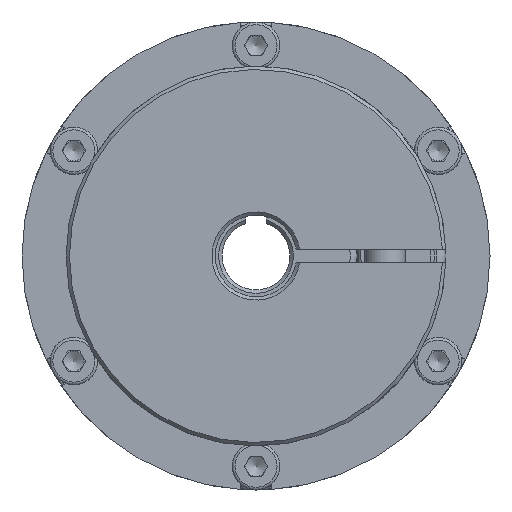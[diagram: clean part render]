
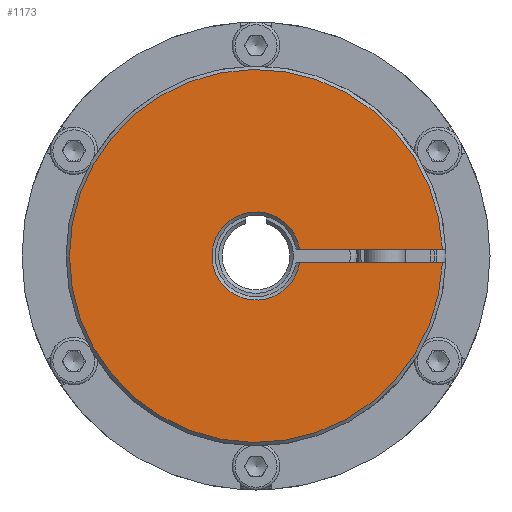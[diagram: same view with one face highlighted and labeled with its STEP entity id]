
A CAD part, left-side view. The second image highlights one B-rep face of the part: STEP entity #1173.
In plain terms, the highlighted planar face has unit normal (-1, 0, 0).
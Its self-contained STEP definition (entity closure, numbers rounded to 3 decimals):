
#1173 = ADVANCED_FACE( '', ( #2606 ), #2607, .T. );
#2606 = FACE_OUTER_BOUND( '', #4131, .T. );
#2607 = PLANE( '', #4132 );
#4131 = EDGE_LOOP( '', ( #7280, #7281, #7282, #7283 ) );
#4132 = AXIS2_PLACEMENT_3D( '', #7284, #7285, #7286 );
#7280 = ORIENTED_EDGE( '', *, *, #8766, .T. );
#7281 = ORIENTED_EDGE( '', *, *, #8510, .T. );
#7282 = ORIENTED_EDGE( '', *, *, #8531, .T. );
#7283 = ORIENTED_EDGE( '', *, *, #9001, .T. );
#7284 = CARTESIAN_POINT( '', ( -53.5, 4., 0. ) );
#7285 = DIRECTION( '', ( -1., 0., 0. ) );
#7286 = DIRECTION( '', ( 0., 1., 0. ) );
#8510 = EDGE_CURVE( '', #10248, #10252, #10254, .T. );
#8531 = EDGE_CURVE( '', #10252, #10286, #10287, .T. );
#8766 = EDGE_CURVE( '', #10606, #10248, #10607, .T. );
#9001 = EDGE_CURVE( '', #10286, #10606, #10882, .T. );
#10248 = VERTEX_POINT( '', #13576 );
#10252 = VERTEX_POINT( '', #13580 );
#10254 = CIRCLE( '', #13582, 6.5 );
#10286 = VERTEX_POINT( '', #13699 );
#10287 = LINE( '', #13700, #13701 );
#10606 = VERTEX_POINT( '', #14257 );
#10607 = LINE( '', #14258, #14259 );
#10882 = CIRCLE( '', #14749, 27.5 );
#13576 = CARTESIAN_POINT( '', ( -53.5, -6.423, -1. ) );
#13580 = CARTESIAN_POINT( '', ( -53.5, -6.423, 1. ) );
#13582 = AXIS2_PLACEMENT_3D( '', #15807, #15808, #15809 );
#13699 = CARTESIAN_POINT( '', ( -53.5, -27.482, 1. ) );
#13700 = CARTESIAN_POINT( '', ( -53.5, -2., 1. ) );
#13701 = VECTOR( '', #15837, 1000. );
#14257 = CARTESIAN_POINT( '', ( -53.5, -27.482, -1. ) );
#14258 = CARTESIAN_POINT( '', ( -53.5, -29., -1. ) );
#14259 = VECTOR( '', #16147, 1000. );
#14749 = AXIS2_PLACEMENT_3D( '', #16343, #16344, #16345 );
#15807 = CARTESIAN_POINT( '', ( -53.5, 0., 0. ) );
#15808 = DIRECTION( '', ( 1., 0., 0. ) );
#15809 = DIRECTION( '', ( 0., 0., 1. ) );
#15837 = DIRECTION( '', ( 0., -1., 0. ) );
#16147 = DIRECTION( '', ( 0., 1., 0. ) );
#16343 = CARTESIAN_POINT( '', ( -53.5, 0., 0. ) );
#16344 = DIRECTION( '', ( -1., 0., 0. ) );
#16345 = DIRECTION( '', ( 0., 1., 0. ) );
